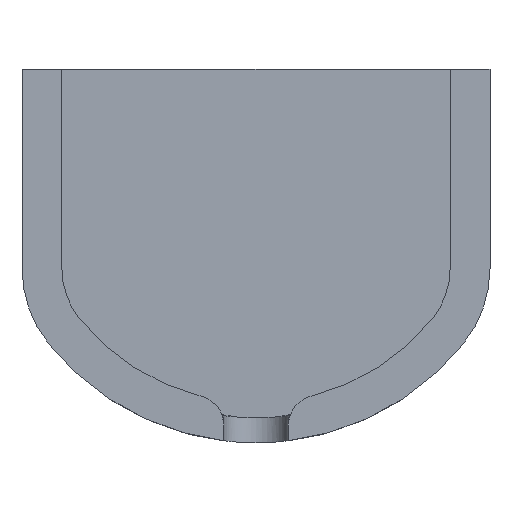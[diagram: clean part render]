
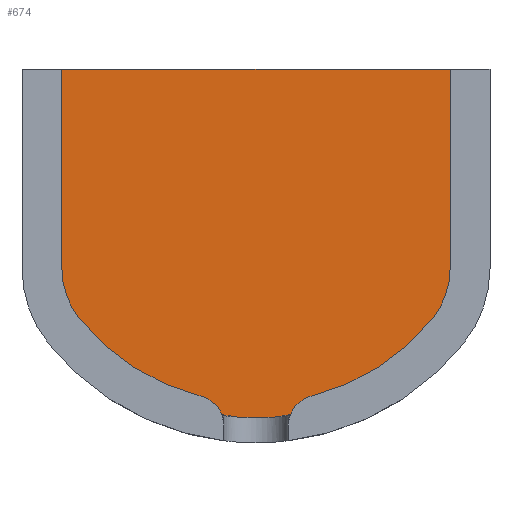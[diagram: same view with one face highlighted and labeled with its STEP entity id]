
A CAD part, front view. The second image highlights one B-rep face of the part: STEP entity #674.
In plain terms, the highlighted planar face has unit normal (0, -1, 0).
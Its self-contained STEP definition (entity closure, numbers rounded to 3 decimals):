
#30=PLANE('',#748);
#46=B_SPLINE_CURVE_WITH_KNOTS('',3,(#1290,#1291,#1292,#1293,#1294,#1295,
#1296,#1297,#1298,#1299,#1300,#1301,#1302,#1303,#1304,#1305,#1306,#1307,
#1308,#1309,#1310,#1311,#1312,#1313,#1314,#1315,#1316,#1317,#1318,#1319,
#1320,#1321,#1322,#1323,#1324,#1325,#1326,#1327,#1328,#1329),
 .UNSPECIFIED.,.F.,.F.,(4,3,3,3,3,3,3,3,3,3,3,3,3,4),(0.548,
0.557,0.559,0.563,0.567,0.591,
0.601,0.653,0.751,0.88,
1.01,1.065,1.087,1.1),
 .UNSPECIFIED.);
#47=B_SPLINE_CURVE_WITH_KNOTS('',3,(#1368,#1369,#1370,#1371,#1372,#1373,
#1374,#1375,#1376,#1377,#1378,#1379,#1380,#1381,#1382,#1383,#1384,#1385,
#1386),.UNSPECIFIED.,.F.,.F.,(4,3,3,3,3,3,4),(0.014,0.027,
0.137,0.274,0.41,0.537,0.547),
 .UNSPECIFIED.);
#83=FACE_OUTER_BOUND('',#119,.T.);
#119=EDGE_LOOP('',(#584,#585,#586,#587,#588,#589,#590,#591,#592));
#169=LINE('',#1416,#223);
#172=LINE('',#1421,#226);
#173=LINE('',#1424,#227);
#223=VECTOR('',#892,10.);
#226=VECTOR('',#897,10.);
#227=VECTOR('',#900,10.);
#248=CIRCLE('',#717,48.336);
#253=CIRCLE('',#726,48.336);
#261=CIRCLE('',#745,19.);
#262=CIRCLE('',#747,19.);
#292=VERTEX_POINT('',#1068);
#293=VERTEX_POINT('',#1070);
#307=VERTEX_POINT('',#1187);
#308=VERTEX_POINT('',#1189);
#316=VERTEX_POINT('',#1288);
#323=VERTEX_POINT('',#1413);
#324=VERTEX_POINT('',#1415);
#325=VERTEX_POINT('',#1419);
#326=VERTEX_POINT('',#1423);
#365=EDGE_CURVE('',#292,#293,#248,.T.);
#385=EDGE_CURVE('',#307,#308,#253,.T.);
#396=EDGE_CURVE('',#316,#307,#46,.T.);
#397=EDGE_CURVE('',#293,#316,#47,.T.);
#412=EDGE_CURVE('',#323,#324,#169,.T.);
#415=EDGE_CURVE('',#323,#325,#172,.T.);
#416=EDGE_CURVE('',#326,#324,#173,.T.);
#418=EDGE_CURVE('',#326,#292,#261,.T.);
#419=EDGE_CURVE('',#308,#325,#262,.T.);
#584=ORIENTED_EDGE('',*,*,#418,.F.);
#585=ORIENTED_EDGE('',*,*,#416,.T.);
#586=ORIENTED_EDGE('',*,*,#412,.F.);
#587=ORIENTED_EDGE('',*,*,#415,.T.);
#588=ORIENTED_EDGE('',*,*,#419,.F.);
#589=ORIENTED_EDGE('',*,*,#385,.F.);
#590=ORIENTED_EDGE('',*,*,#396,.F.);
#591=ORIENTED_EDGE('',*,*,#397,.F.);
#592=ORIENTED_EDGE('',*,*,#365,.F.);
#674=ADVANCED_FACE('',(#83),#30,.F.);
#717=AXIS2_PLACEMENT_3D('',#1071,#818,#819);
#726=AXIS2_PLACEMENT_3D('',#1190,#843,#844);
#745=AXIS2_PLACEMENT_3D('',#1427,#904,#905);
#747=AXIS2_PLACEMENT_3D('',#1429,#908,#909);
#748=AXIS2_PLACEMENT_3D('',#1430,#910,#911);
#818=DIRECTION('center_axis',(0.,1.,0.));
#819=DIRECTION('ref_axis',(0.781,0.,-0.625));
#843=DIRECTION('center_axis',(0.,1.,0.));
#844=DIRECTION('ref_axis',(-0.076,0.,-0.997));
#892=DIRECTION('',(1.,0.,0.));
#897=DIRECTION('',(0.,0.,-1.));
#900=DIRECTION('',(0.,0.,1.));
#904=DIRECTION('center_axis',(0.,1.,0.));
#905=DIRECTION('ref_axis',(1.,0.,0.));
#908=DIRECTION('center_axis',(0.,1.,0.));
#909=DIRECTION('ref_axis',(-0.781,0.,-0.625));
#910=DIRECTION('center_axis',(0.,1.,0.));
#911=DIRECTION('ref_axis',(-1.,0.,0.));
#1068=CARTESIAN_POINT('',(37.831,28.63,16.124));
#1070=CARTESIAN_POINT('',(3.793,28.63,-1.859));
#1071=CARTESIAN_POINT('Origin',(0.1,28.63,46.336));
#1187=CARTESIAN_POINT('',(-3.771,28.63,-1.86));
#1189=CARTESIAN_POINT('',(-37.831,28.63,16.124));
#1190=CARTESIAN_POINT('Origin',(-0.1,28.63,46.336));
#1288=CARTESIAN_POINT('',(0.011,28.63,-2.));
#1290=CARTESIAN_POINT('Ctrl Pts',(0.011,28.63,-2.));
#1291=CARTESIAN_POINT('Ctrl Pts',(-0.022,28.63,-2.));
#1292=CARTESIAN_POINT('Ctrl Pts',(-0.056,28.63,-2.));
#1293=CARTESIAN_POINT('Ctrl Pts',(-0.089,28.63,-2.));
#1294=CARTESIAN_POINT('Ctrl Pts',(-0.094,28.63,-2.));
#1295=CARTESIAN_POINT('Ctrl Pts',(-0.099,28.63,-2.));
#1296=CARTESIAN_POINT('Ctrl Pts',(-0.104,28.63,-2.));
#1297=CARTESIAN_POINT('Ctrl Pts',(-0.12,28.63,-2.));
#1298=CARTESIAN_POINT('Ctrl Pts',(-0.137,28.63,-2.));
#1299=CARTESIAN_POINT('Ctrl Pts',(-0.153,28.63,-2.));
#1300=CARTESIAN_POINT('Ctrl Pts',(-0.167,28.63,-2.));
#1301=CARTESIAN_POINT('Ctrl Pts',(-0.182,28.63,-2.));
#1302=CARTESIAN_POINT('Ctrl Pts',(-0.197,28.63,-2.));
#1303=CARTESIAN_POINT('Ctrl Pts',(-0.278,28.63,-2.));
#1304=CARTESIAN_POINT('Ctrl Pts',(-0.359,28.63,-1.999));
#1305=CARTESIAN_POINT('Ctrl Pts',(-0.441,28.63,-1.999));
#1306=CARTESIAN_POINT('Ctrl Pts',(-0.477,28.63,-1.999));
#1307=CARTESIAN_POINT('Ctrl Pts',(-0.513,28.63,-1.998));
#1308=CARTESIAN_POINT('Ctrl Pts',(-0.549,28.63,-1.998));
#1309=CARTESIAN_POINT('Ctrl Pts',(-0.73,28.63,-1.996));
#1310=CARTESIAN_POINT('Ctrl Pts',(-0.909,28.63,-1.994));
#1311=CARTESIAN_POINT('Ctrl Pts',(-1.084,28.63,-1.99));
#1312=CARTESIAN_POINT('Ctrl Pts',(-1.412,28.63,-1.983));
#1313=CARTESIAN_POINT('Ctrl Pts',(-1.724,28.63,-1.974));
#1314=CARTESIAN_POINT('Ctrl Pts',(-2.014,28.63,-1.962));
#1315=CARTESIAN_POINT('Ctrl Pts',(-2.397,28.63,-1.947));
#1316=CARTESIAN_POINT('Ctrl Pts',(-2.733,28.63,-1.929));
#1317=CARTESIAN_POINT('Ctrl Pts',(-3.006,28.63,-1.913));
#1318=CARTESIAN_POINT('Ctrl Pts',(-3.28,28.63,-1.896));
#1319=CARTESIAN_POINT('Ctrl Pts',(-3.488,28.63,-1.881));
#1320=CARTESIAN_POINT('Ctrl Pts',(-3.616,28.63,-1.872));
#1321=CARTESIAN_POINT('Ctrl Pts',(-3.671,28.63,-1.868));
#1322=CARTESIAN_POINT('Ctrl Pts',(-3.712,28.63,-1.865));
#1323=CARTESIAN_POINT('Ctrl Pts',(-3.737,28.63,-1.863));
#1324=CARTESIAN_POINT('Ctrl Pts',(-3.747,28.63,-1.862));
#1325=CARTESIAN_POINT('Ctrl Pts',(-3.755,28.63,-1.862));
#1326=CARTESIAN_POINT('Ctrl Pts',(-3.761,28.63,-1.861));
#1327=CARTESIAN_POINT('Ctrl Pts',(-3.765,28.63,-1.861));
#1328=CARTESIAN_POINT('Ctrl Pts',(-3.768,28.63,-1.861));
#1329=CARTESIAN_POINT('Ctrl Pts',(-3.771,28.63,-1.86));
#1368=CARTESIAN_POINT('Ctrl Pts',(3.793,28.63,-1.859));
#1369=CARTESIAN_POINT('Ctrl Pts',(3.79,28.63,-1.859));
#1370=CARTESIAN_POINT('Ctrl Pts',(3.786,28.63,-1.859));
#1371=CARTESIAN_POINT('Ctrl Pts',(3.783,28.63,-1.86));
#1372=CARTESIAN_POINT('Ctrl Pts',(3.758,28.63,-1.861));
#1373=CARTESIAN_POINT('Ctrl Pts',(3.659,28.63,-1.869));
#1374=CARTESIAN_POINT('Ctrl Pts',(3.505,28.63,-1.88));
#1375=CARTESIAN_POINT('Ctrl Pts',(3.311,28.63,-1.894));
#1376=CARTESIAN_POINT('Ctrl Pts',(3.021,28.63,-1.913));
#1377=CARTESIAN_POINT('Ctrl Pts',(2.684,28.63,-1.931));
#1378=CARTESIAN_POINT('Ctrl Pts',(2.347,28.63,-1.949));
#1379=CARTESIAN_POINT('Ctrl Pts',(1.923,28.63,-1.968));
#1380=CARTESIAN_POINT('Ctrl Pts',(1.456,28.63,-1.981));
#1381=CARTESIAN_POINT('Ctrl Pts',(1.022,28.63,-1.993));
#1382=CARTESIAN_POINT('Ctrl Pts',(0.558,28.63,-2.));
#1383=CARTESIAN_POINT('Ctrl Pts',(0.111,28.63,-2.));
#1384=CARTESIAN_POINT('Ctrl Pts',(0.078,28.63,-2.));
#1385=CARTESIAN_POINT('Ctrl Pts',(0.044,28.63,-2.));
#1386=CARTESIAN_POINT('Ctrl Pts',(0.011,28.63,-2.));
#1413=CARTESIAN_POINT('',(-42.,28.63,68.));
#1415=CARTESIAN_POINT('',(42.,28.63,68.));
#1416=CARTESIAN_POINT('',(-23.5,28.63,68.));
#1419=CARTESIAN_POINT('',(-42.,28.63,28.));
#1421=CARTESIAN_POINT('',(-42.,28.63,63.));
#1423=CARTESIAN_POINT('',(42.,28.63,28.));
#1424=CARTESIAN_POINT('',(42.,28.63,63.));
#1427=CARTESIAN_POINT('Origin',(23.,28.63,28.));
#1429=CARTESIAN_POINT('Origin',(-23.,28.63,28.));
#1430=CARTESIAN_POINT('Origin',(0.,28.63,33.));
